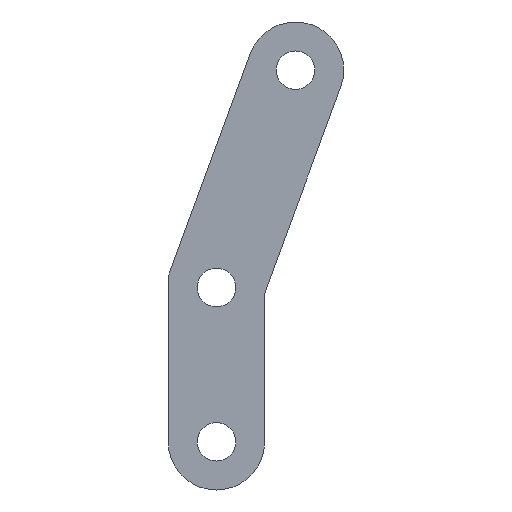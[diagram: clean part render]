
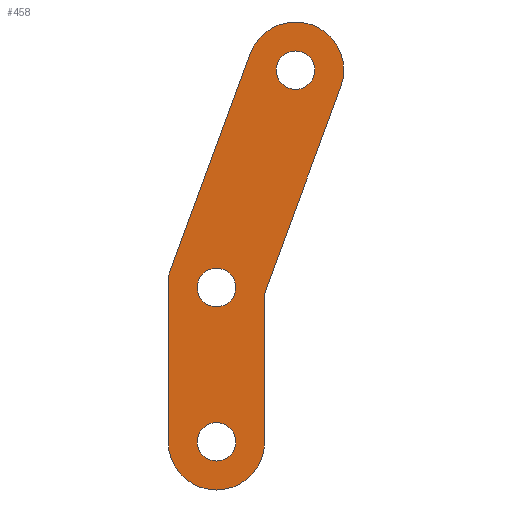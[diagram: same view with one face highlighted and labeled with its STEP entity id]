
A CAD part, front view. The second image highlights one B-rep face of the part: STEP entity #458.
In plain terms, the highlighted planar face has unit normal (0, -1, 0).
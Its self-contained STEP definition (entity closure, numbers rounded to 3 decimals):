
#8 = CARTESIAN_POINT ( 'NONE',  ( 25., 0., 0. ) ) ;
#17 = EDGE_CURVE ( 'NONE', #399, #349, #409, .T. ) ;
#18 = VECTOR ( 'NONE', #298, 1000. ) ;
#22 = DIRECTION ( 'NONE',  ( 0., 0., 1. ) ) ;
#23 = ORIENTED_EDGE ( 'NONE', *, *, #51, .T. ) ;
#26 = CIRCLE ( 'NONE', #307, 10. ) ;
#30 = CARTESIAN_POINT ( 'NONE',  ( 41.042, 0., 182.763 ) ) ;
#35 = EDGE_CURVE ( 'NONE', #115, #591, #168, .T. ) ;
#41 = DIRECTION ( 'NONE',  ( 0., 1., 0. ) ) ;
#42 = CARTESIAN_POINT ( 'NONE',  ( 64.535, 0., 184.213 ) ) ;
#45 = DIRECTION ( 'NONE',  ( 0., -1., 0. ) ) ;
#46 = VECTOR ( 'NONE', #321, 1000. ) ;
#47 = DIRECTION ( 'NONE',  ( 0., 0., -1. ) ) ;
#49 = DIRECTION ( 'NONE',  ( 0., 0., 1. ) ) ;
#50 = DIRECTION ( 'NONE',  ( 0., -1., 0. ) ) ;
#51 = EDGE_CURVE ( 'NONE', #587, #64, #163, .T. ) ;
#57 = EDGE_CURVE ( 'NONE', #117, #166, #488, .T. ) ;
#63 = AXIS2_PLACEMENT_3D ( 'NONE', #508, #41, #49 ) ;
#64 = VERTEX_POINT ( 'NONE', #42 ) ;
#67 = VERTEX_POINT ( 'NONE', #316 ) ;
#71 = FACE_BOUND ( 'NONE', #247, .T. ) ;
#73 = DIRECTION ( 'NONE',  ( 0., -1., 0. ) ) ;
#77 = DIRECTION ( 'NONE',  ( 0., 0., -1. ) ) ;
#81 = DIRECTION ( 'NONE',  ( 0., 1., 0. ) ) ;
#85 = ORIENTED_EDGE ( 'NONE', *, *, #95, .F. ) ;
#90 = CARTESIAN_POINT ( 'NONE',  ( 0., 0., -25. ) ) ;
#95 = EDGE_CURVE ( 'NONE', #166, #157, #178, .T. ) ;
#97 = CARTESIAN_POINT ( 'NONE',  ( -25., 0., 0. ) ) ;
#115 = VERTEX_POINT ( 'NONE', #133 ) ;
#117 = VERTEX_POINT ( 'NONE', #8 ) ;
#118 = VERTEX_POINT ( 'NONE', #368 ) ;
#123 = AXIS2_PLACEMENT_3D ( 'NONE', #383, #338, #521 ) ;
#125 = CARTESIAN_POINT ( 'NONE',  ( 0., 0., 0. ) ) ;
#128 = DIRECTION ( 'NONE',  ( 0., -1., 0. ) ) ;
#133 = CARTESIAN_POINT ( 'NONE',  ( 0., 0., -10. ) ) ;
#135 = DIRECTION ( 'NONE',  ( 0., 1., 0. ) ) ;
#138 = EDGE_CURVE ( 'NONE', #64, #67, #476, .T. ) ;
#145 = EDGE_CURVE ( 'NONE', #157, #240, #224, .T. ) ;
#148 = AXIS2_PLACEMENT_3D ( 'NONE', #177, #135, #459 ) ;
#156 = PLANE ( 'NONE',  #326 ) ;
#157 = VERTEX_POINT ( 'NONE', #97 ) ;
#163 = LINE ( 'NONE', #491, #457 ) ;
#166 = VERTEX_POINT ( 'NONE', #90 ) ;
#168 = CIRCLE ( 'NONE', #324, 10. ) ;
#170 = DIRECTION ( 'NONE',  ( 0., 1., 0. ) ) ;
#172 = ORIENTED_EDGE ( 'NONE', *, *, #486, .T. ) ;
#173 = FACE_OUTER_BOUND ( 'NONE', #249, .T. ) ;
#177 = CARTESIAN_POINT ( 'NONE',  ( 0., 0., 0. ) ) ;
#178 = CIRCLE ( 'NONE', #148, 25. ) ;
#181 = CARTESIAN_POINT ( 'NONE',  ( 41.042, 0., 192.763 ) ) ;
#197 = ORIENTED_EDGE ( 'NONE', *, *, #479, .T. ) ;
#200 = ORIENTED_EDGE ( 'NONE', *, *, #265, .T. ) ;
#203 = CIRCLE ( 'NONE', #464, 10. ) ;
#208 = CARTESIAN_POINT ( 'NONE',  ( 41.042, 0., 192.763 ) ) ;
#215 = AXIS2_PLACEMENT_3D ( 'NONE', #181, #50, #47 ) ;
#222 = AXIS2_PLACEMENT_3D ( 'NONE', #453, #347, #588 ) ;
#224 = LINE ( 'NONE', #229, #46 ) ;
#229 = CARTESIAN_POINT ( 'NONE',  ( -25., 0., 0. ) ) ;
#235 = ORIENTED_EDGE ( 'NONE', *, *, #35, .T. ) ;
#240 = VERTEX_POINT ( 'NONE', #292 ) ;
#244 = LINE ( 'NONE', #495, #18 ) ;
#247 = EDGE_LOOP ( 'NONE', ( #200, #452 ) ) ;
#249 = EDGE_LOOP ( 'NONE', ( #533, #172, #299, #85, #520, #342, #23, #490 ) ) ;
#250 = AXIS2_PLACEMENT_3D ( 'NONE', #208, #73, #360 ) ;
#265 = EDGE_CURVE ( 'NONE', #283, #118, #492, .T. ) ;
#283 = VERTEX_POINT ( 'NONE', #284 ) ;
#284 = CARTESIAN_POINT ( 'NONE',  ( 0., 0., 70. ) ) ;
#292 = CARTESIAN_POINT ( 'NONE',  ( -25., 0., 84.112 ) ) ;
#294 = CIRCLE ( 'NONE', #518, 10. ) ;
#298 = DIRECTION ( 'NONE',  ( -0.346, 0., -0.938 ) ) ;
#299 = ORIENTED_EDGE ( 'NONE', *, *, #145, .F. ) ;
#303 = DIRECTION ( 'NONE',  ( 0., 0., -1. ) ) ;
#307 = AXIS2_PLACEMENT_3D ( 'NONE', #594, #170, #412 ) ;
#308 = CARTESIAN_POINT ( 'NONE',  ( 41.042, 0., 192.763 ) ) ;
#311 = LINE ( 'NONE', #483, #333 ) ;
#315 = ORIENTED_EDGE ( 'NONE', *, *, #335, .F. ) ;
#316 = CARTESIAN_POINT ( 'NONE',  ( 17.55, 0., 201.314 ) ) ;
#321 = DIRECTION ( 'NONE',  ( 0., 0., 1. ) ) ;
#324 = AXIS2_PLACEMENT_3D ( 'NONE', #546, #592, #410 ) ;
#326 = AXIS2_PLACEMENT_3D ( 'NONE', #125, #81, #22 ) ;
#333 = VECTOR ( 'NONE', #77, 1000. ) ;
#335 = EDGE_CURVE ( 'NONE', #349, #399, #294, .T. ) ;
#338 = DIRECTION ( 'NONE',  ( 0., 1., 0. ) ) ;
#342 = ORIENTED_EDGE ( 'NONE', *, *, #374, .F. ) ;
#347 = DIRECTION ( 'NONE',  ( 0., 1., 0. ) ) ;
#349 = VERTEX_POINT ( 'NONE', #30 ) ;
#355 = CARTESIAN_POINT ( 'NONE',  ( -24.383, 0., 87.571 ) ) ;
#360 = DIRECTION ( 'NONE',  ( 0., 0., -1. ) ) ;
#361 = FACE_BOUND ( 'NONE', #439, .T. ) ;
#367 = DIRECTION ( 'NONE',  ( 0., 0., 1. ) ) ;
#368 = CARTESIAN_POINT ( 'NONE',  ( 0., 0., 90. ) ) ;
#374 = EDGE_CURVE ( 'NONE', #587, #117, #311, .T. ) ;
#379 = EDGE_CURVE ( 'NONE', #67, #414, #244, .T. ) ;
#383 = CARTESIAN_POINT ( 'NONE',  ( 0., 0., 80. ) ) ;
#392 = CARTESIAN_POINT ( 'NONE',  ( 41.042, 0., 202.763 ) ) ;
#395 = CIRCLE ( 'NONE', #63, 10. ) ;
#399 = VERTEX_POINT ( 'NONE', #392 ) ;
#409 = CIRCLE ( 'NONE', #250, 10. ) ;
#410 = DIRECTION ( 'NONE',  ( 0., 0., 1. ) ) ;
#412 = DIRECTION ( 'NONE',  ( 0., 0., 1. ) ) ;
#414 = VERTEX_POINT ( 'NONE', #355 ) ;
#424 = EDGE_CURVE ( 'NONE', #118, #283, #26, .T. ) ;
#439 = EDGE_LOOP ( 'NONE', ( #235, #197 ) ) ;
#452 = ORIENTED_EDGE ( 'NONE', *, *, #424, .T. ) ;
#453 = CARTESIAN_POINT ( 'NONE',  ( 0., 0., 0. ) ) ;
#457 = VECTOR ( 'NONE', #539, 1000. ) ;
#458 = ADVANCED_FACE ( 'NONE', ( #173, #361, #71, #552 ), #156, .F. ) ;
#459 = DIRECTION ( 'NONE',  ( 0., 0., 1. ) ) ;
#464 = AXIS2_PLACEMENT_3D ( 'NONE', #511, #45, #367 ) ;
#476 = CIRCLE ( 'NONE', #215, 25. ) ;
#479 = EDGE_CURVE ( 'NONE', #591, #115, #395, .T. ) ;
#483 = CARTESIAN_POINT ( 'NONE',  ( 25., 0., 0. ) ) ;
#486 = EDGE_CURVE ( 'NONE', #414, #240, #203, .T. ) ;
#488 = CIRCLE ( 'NONE', #222, 25. ) ;
#490 = ORIENTED_EDGE ( 'NONE', *, *, #138, .T. ) ;
#491 = CARTESIAN_POINT ( 'NONE',  ( 24.706, 0., 76.178 ) ) ;
#492 = CIRCLE ( 'NONE', #123, 10. ) ;
#495 = CARTESIAN_POINT ( 'NONE',  ( -25., 0., 85.897 ) ) ;
#508 = CARTESIAN_POINT ( 'NONE',  ( 0., 0., 0. ) ) ;
#511 = CARTESIAN_POINT ( 'NONE',  ( -15., 0., 84.112 ) ) ;
#514 = ORIENTED_EDGE ( 'NONE', *, *, #17, .F. ) ;
#518 = AXIS2_PLACEMENT_3D ( 'NONE', #308, #128, #303 ) ;
#520 = ORIENTED_EDGE ( 'NONE', *, *, #57, .F. ) ;
#521 = DIRECTION ( 'NONE',  ( 0., 0., 1. ) ) ;
#522 = CARTESIAN_POINT ( 'NONE',  ( 0., 0., 10. ) ) ;
#531 = EDGE_LOOP ( 'NONE', ( #315, #514 ) ) ;
#533 = ORIENTED_EDGE ( 'NONE', *, *, #379, .T. ) ;
#536 = CARTESIAN_POINT ( 'NONE',  ( 25., 0., 76.975 ) ) ;
#539 = DIRECTION ( 'NONE',  ( 0.346, 0., 0.938 ) ) ;
#546 = CARTESIAN_POINT ( 'NONE',  ( 0., 0., 0. ) ) ;
#552 = FACE_BOUND ( 'NONE', #531, .T. ) ;
#587 = VERTEX_POINT ( 'NONE', #536 ) ;
#588 = DIRECTION ( 'NONE',  ( 0., 0., 1. ) ) ;
#591 = VERTEX_POINT ( 'NONE', #522 ) ;
#592 = DIRECTION ( 'NONE',  ( 0., 1., 0. ) ) ;
#594 = CARTESIAN_POINT ( 'NONE',  ( 0., 0., 80. ) ) ;
